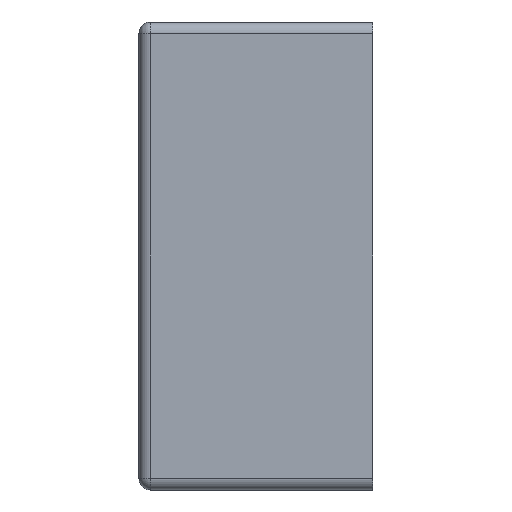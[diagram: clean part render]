
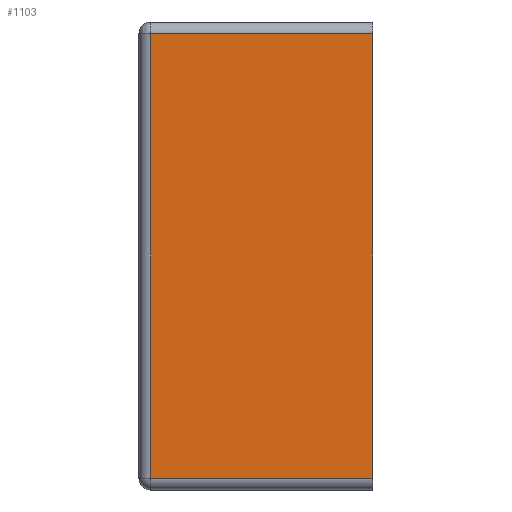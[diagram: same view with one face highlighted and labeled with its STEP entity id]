
A CAD part, left-side view. The second image highlights one B-rep face of the part: STEP entity #1103.
In plain terms, the highlighted planar face has unit normal (-1, 0, 0).
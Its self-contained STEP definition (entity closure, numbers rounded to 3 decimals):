
#64 = CARTESIAN_POINT ( 'NONE',  ( -0.8, 0., -0.38 ) ) ;
#76 = DIRECTION ( 'NONE',  ( 0., 0., -1. ) ) ;
#87 = CARTESIAN_POINT ( 'NONE',  ( -0.8, 0.38, 0.4 ) ) ;
#111 = VERTEX_POINT ( 'NONE', #1665 ) ;
#115 = DIRECTION ( 'NONE',  ( 0., 0., 1. ) ) ;
#123 = LINE ( 'NONE', #743, #2030 ) ;
#142 = EDGE_CURVE ( 'NONE', #954, #1277, #1654, .T. ) ;
#288 = DIRECTION ( 'NONE',  ( 0., -1., 0. ) ) ;
#312 = EDGE_CURVE ( 'NONE', #1589, #954, #1877, .T. ) ;
#624 = CARTESIAN_POINT ( 'NONE',  ( -0.8, 0.4, 0.4 ) ) ;
#727 = VECTOR ( 'NONE', #115, 1000. ) ;
#743 = CARTESIAN_POINT ( 'NONE',  ( -0.8, 0.4, -0.38 ) ) ;
#801 = FACE_OUTER_BOUND ( 'NONE', #1010, .T. ) ;
#891 = CARTESIAN_POINT ( 'NONE',  ( -0.8, 0., 0.38 ) ) ;
#954 = VERTEX_POINT ( 'NONE', #891 ) ;
#989 = EDGE_CURVE ( 'NONE', #111, #1589, #123, .T. ) ;
#1010 = EDGE_LOOP ( 'NONE', ( #1886, #1372, #1032, #1585 ) ) ;
#1017 = LINE ( 'NONE', #87, #1235 ) ;
#1032 = ORIENTED_EDGE ( 'NONE', *, *, #1658, .T. ) ;
#1044 = AXIS2_PLACEMENT_3D ( 'NONE', #624, #1436, #1080 ) ;
#1080 = DIRECTION ( 'NONE',  ( 0., 0., -1. ) ) ;
#1103 = ADVANCED_FACE ( 'NONE', ( #801 ), #1414, .F. ) ;
#1175 = CARTESIAN_POINT ( 'NONE',  ( -0.8, 0.4, 0.38 ) ) ;
#1235 = VECTOR ( 'NONE', #76, 1000. ) ;
#1277 = VERTEX_POINT ( 'NONE', #1629 ) ;
#1372 = ORIENTED_EDGE ( 'NONE', *, *, #142, .T. ) ;
#1414 = PLANE ( 'NONE',  #1044 ) ;
#1436 = DIRECTION ( 'NONE',  ( 1., 0., 0. ) ) ;
#1522 = CARTESIAN_POINT ( 'NONE',  ( -0.8, 0., 0.4 ) ) ;
#1585 = ORIENTED_EDGE ( 'NONE', *, *, #989, .T. ) ;
#1589 = VERTEX_POINT ( 'NONE', #64 ) ;
#1629 = CARTESIAN_POINT ( 'NONE',  ( -0.8, 0.38, 0.38 ) ) ;
#1654 = LINE ( 'NONE', #1175, #1879 ) ;
#1658 = EDGE_CURVE ( 'NONE', #1277, #111, #1017, .T. ) ;
#1665 = CARTESIAN_POINT ( 'NONE',  ( -0.8, 0.38, -0.38 ) ) ;
#1809 = DIRECTION ( 'NONE',  ( 0., 1., 0. ) ) ;
#1877 = LINE ( 'NONE', #1522, #727 ) ;
#1879 = VECTOR ( 'NONE', #1809, 1000. ) ;
#1886 = ORIENTED_EDGE ( 'NONE', *, *, #312, .T. ) ;
#2030 = VECTOR ( 'NONE', #288, 1000. ) ;
